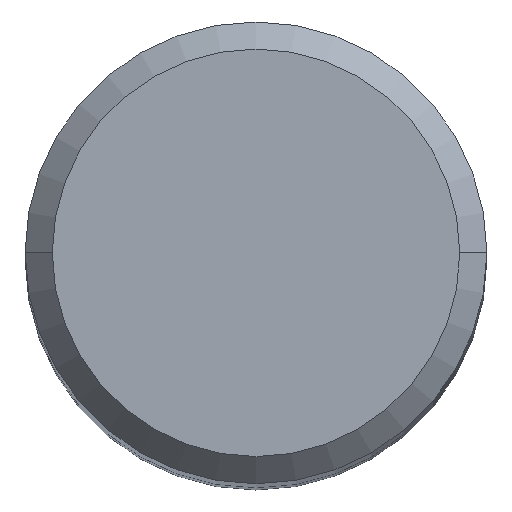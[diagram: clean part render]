
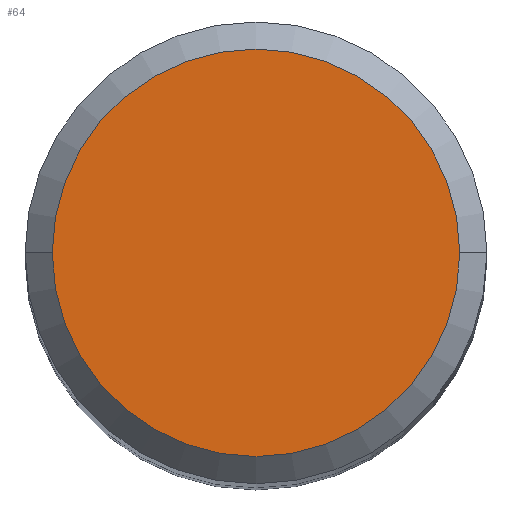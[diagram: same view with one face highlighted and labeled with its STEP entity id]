
A CAD part, top view. The second image highlights one B-rep face of the part: STEP entity #64.
In plain terms, the highlighted planar face has unit normal (0, 0, 1).
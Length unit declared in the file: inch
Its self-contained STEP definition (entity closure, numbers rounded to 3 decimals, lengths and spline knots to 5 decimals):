
#19 = VERTEX_POINT ( 'NONE', #151 ) ;
#29 = CARTESIAN_POINT ( 'NONE',  ( 0., 0., 0. ) ) ;
#64 = ADVANCED_FACE ( 'NONE', ( #261 ), #116, .F. ) ;
#70 = EDGE_CURVE ( 'NONE', #357, #19, #210, .T. ) ;
#79 = DIRECTION ( 'NONE',  ( 1., 0., 0. ) ) ;
#89 = CARTESIAN_POINT ( 'NONE',  ( 0., 0., 0. ) ) ;
#92 = ORIENTED_EDGE ( 'NONE', *, *, #70, .T. ) ;
#107 = CARTESIAN_POINT ( 'NONE',  ( 0., 0., 0. ) ) ;
#110 = CARTESIAN_POINT ( 'NONE',  ( 0.2345, 0., 0. ) ) ;
#116 = PLANE ( 'NONE',  #150 ) ;
#144 = DIRECTION ( 'NONE',  ( 0., 0., -1. ) ) ;
#150 = AXIS2_PLACEMENT_3D ( 'NONE', #29, #144, #320 ) ;
#151 = CARTESIAN_POINT ( 'NONE',  ( -0.2345, 0., 0. ) ) ;
#165 = EDGE_LOOP ( 'NONE', ( #355, #92 ) ) ;
#205 = DIRECTION ( 'NONE',  ( 0., 0., 1. ) ) ;
#210 = CIRCLE ( 'NONE', #257, 0.2345 ) ;
#257 = AXIS2_PLACEMENT_3D ( 'NONE', #89, #205, #323 ) ;
#261 = FACE_OUTER_BOUND ( 'NONE', #165, .T. ) ;
#306 = AXIS2_PLACEMENT_3D ( 'NONE', #107, #341, #79 ) ;
#320 = DIRECTION ( 'NONE',  ( -1., 0., 0. ) ) ;
#323 = DIRECTION ( 'NONE',  ( 1., 0., 0. ) ) ;
#330 = EDGE_CURVE ( 'NONE', #19, #357, #386, .T. ) ;
#341 = DIRECTION ( 'NONE',  ( 0., 0., 1. ) ) ;
#355 = ORIENTED_EDGE ( 'NONE', *, *, #330, .T. ) ;
#357 = VERTEX_POINT ( 'NONE', #110 ) ;
#386 = CIRCLE ( 'NONE', #306, 0.2345 ) ;
